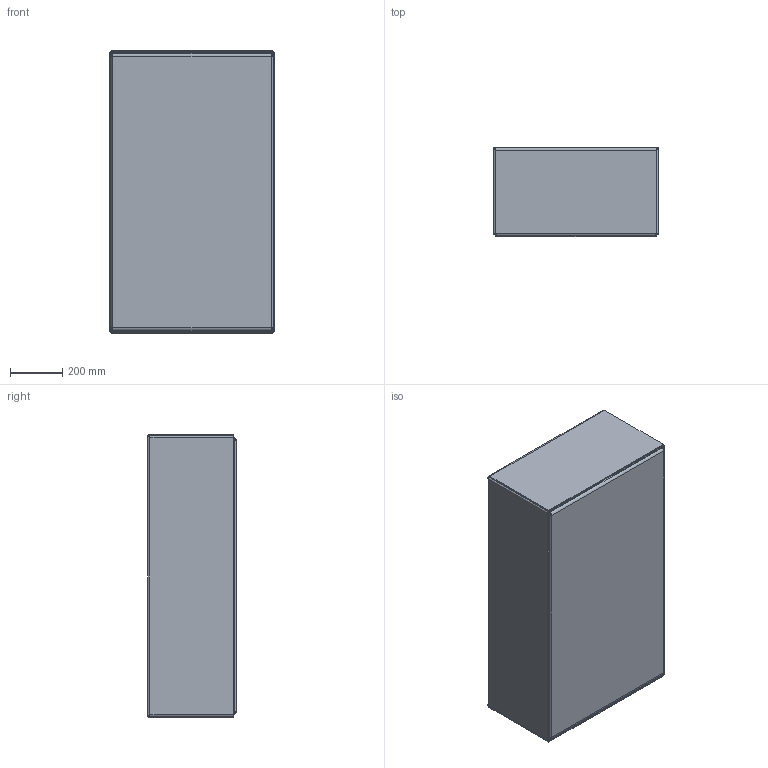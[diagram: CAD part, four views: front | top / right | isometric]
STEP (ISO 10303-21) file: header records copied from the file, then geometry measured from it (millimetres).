
FILE_DESCRIPTION(/* description */ (''),/* implementation_level */ '2;1');
FILE_NAME(/* name */ 'VR2 double pack.stp',/* time_stamp */ '2026-01-30T12:48:25-08:00',/* author */ ('chadm'),/* organization */ (''),/* preprocessor_version */ 'ST-DEVELOPER v20.1',/* originating_system */ 'Autodesk Inventor 2026',/* authorisation */ '');
FILE_SCHEMA (('AUTOMOTIVE_DESIGN { 1 0 10303 214 3 1 1 }'));
Length unit declared in the file: inch
Products named in the file (3): VERTICAL OFFSET 2 PACK BOX, JUST THE BOX; VERTICAL OFFSET 2 PACK BOTTOM BOX; VERTICAL OFFSET 2 PACK UPPER OUTER BOX
Assembly tree (2 placements, depth 2):
  VERTICAL OFFSET 2 PACK BOX, JUST THE BOX
    VERTICAL OFFSET 2 PACK BOTTOM BOX
    VERTICAL OFFSET 2 PACK UPPER OUTER BOX
Bounding box: 631.83 x 339.73 x 1087.44 mm (x, y, z)
Volume: 20085259.3 mm3; surface area: 8513187.1 mm2
Topology: 2 solids, 2 shells, 172 faces, 376 edges, 208 vertices
Faces by surface type: plane 140, cylinder 32
Entity records: 4618 total; most frequent: DIRECTION 794, CARTESIAN_POINT 761, ORIENTED_EDGE 752, EDGE_CURVE 376, LINE 312, VECTOR 312, AXIS2_PLACEMENT_3D 241, VERTEX_POINT 208
